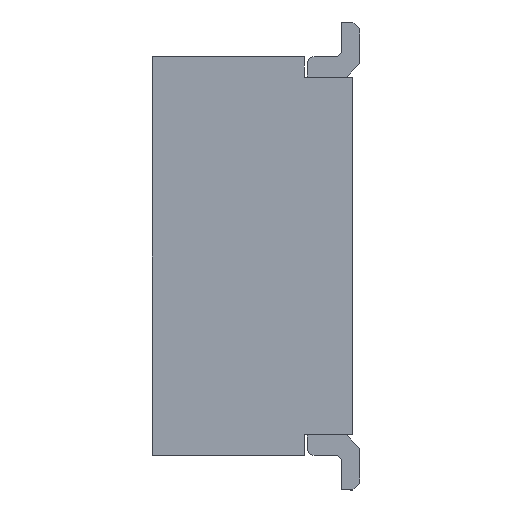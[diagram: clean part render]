
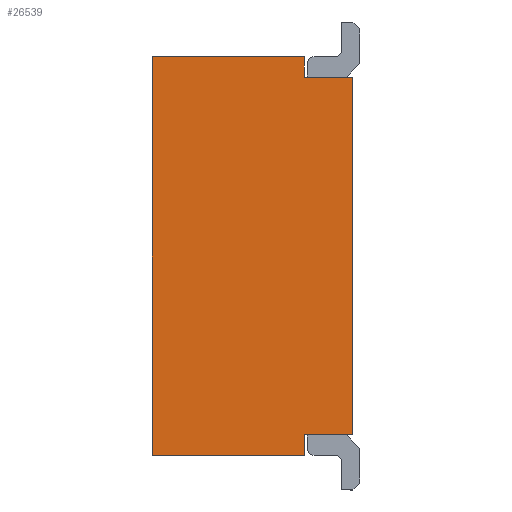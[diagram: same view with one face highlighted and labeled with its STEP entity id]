
A CAD part, left-side view. The second image highlights one B-rep face of the part: STEP entity #26539.
In plain terms, the highlighted planar face has unit normal (-1, 0, 0).
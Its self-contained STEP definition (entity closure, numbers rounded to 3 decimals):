
#715 = CARTESIAN_POINT ( 'NONE',  ( -11.3, 0., 1.29 ) ) ;
#2318 = DIRECTION ( 'NONE',  ( 0., 1., 0. ) ) ;
#2478 = VECTOR ( 'NONE', #72921, 1000. ) ;
#5006 = VERTEX_POINT ( 'NONE', #715 ) ;
#5685 = CARTESIAN_POINT ( 'NONE',  ( -11.3, 1.6, 1.44 ) ) ;
#13084 = CARTESIAN_POINT ( 'NONE',  ( -11.3, 0.35, 1.44 ) ) ;
#13473 = EDGE_CURVE ( 'NONE', #64947, #49432, #51316, .T. ) ;
#13694 = ORIENTED_EDGE ( 'NONE', *, *, #104147, .F. ) ;
#14196 = ORIENTED_EDGE ( 'NONE', *, *, #95194, .F. ) ;
#23642 = VERTEX_POINT ( 'NONE', #35858 ) ;
#23654 = DIRECTION ( 'NONE',  ( 0., 0., -1. ) ) ;
#25143 = EDGE_CURVE ( 'NONE', #5006, #49432, #98404, .T. ) ;
#26539 = ADVANCED_FACE ( 'NONE', ( #98624 ), #42383, .F. ) ;
#28266 = VECTOR ( 'NONE', #2318, 1000. ) ;
#29144 = AXIS2_PLACEMENT_3D ( 'NONE', #5685, #85853, #23654 ) ;
#29529 = VERTEX_POINT ( 'NONE', #36557 ) ;
#31058 = LINE ( 'NONE', #55953, #28266 ) ;
#31205 = EDGE_CURVE ( 'NONE', #29529, #23642, #31058, .T. ) ;
#33330 = DIRECTION ( 'NONE',  ( 0., 0., -1. ) ) ;
#35858 = CARTESIAN_POINT ( 'NONE',  ( -11.3, 1.45, -1.44 ) ) ;
#36557 = CARTESIAN_POINT ( 'NONE',  ( -11.3, 0.35, -1.44 ) ) ;
#38893 = LINE ( 'NONE', #100135, #51481 ) ;
#42383 = PLANE ( 'NONE',  #29144 ) ;
#45902 = ORIENTED_EDGE ( 'NONE', *, *, #13473, .F. ) ;
#48660 = DIRECTION ( 'NONE',  ( 0., 0., 1. ) ) ;
#49432 = VERTEX_POINT ( 'NONE', #62765 ) ;
#50147 = CARTESIAN_POINT ( 'NONE',  ( -11.3, 0.35, 1.44 ) ) ;
#51316 = LINE ( 'NONE', #50147, #65348 ) ;
#51481 = VECTOR ( 'NONE', #81778, 1000. ) ;
#51835 = CARTESIAN_POINT ( 'NONE',  ( -11.3, 0.35, -1.29 ) ) ;
#52230 = LINE ( 'NONE', #102280, #77509 ) ;
#55953 = CARTESIAN_POINT ( 'NONE',  ( -11.3, 1.6, -1.44 ) ) ;
#57126 = ORIENTED_EDGE ( 'NONE', *, *, #71741, .F. ) ;
#59141 = VERTEX_POINT ( 'NONE', #87005 ) ;
#61647 = VERTEX_POINT ( 'NONE', #111262 ) ;
#62765 = CARTESIAN_POINT ( 'NONE',  ( -11.3, 0.35, 1.29 ) ) ;
#63574 = CARTESIAN_POINT ( 'NONE',  ( -11.3, 1.6, 1.44 ) ) ;
#64558 = VERTEX_POINT ( 'NONE', #51835 ) ;
#64947 = VERTEX_POINT ( 'NONE', #13084 ) ;
#65348 = VECTOR ( 'NONE', #33330, 1000. ) ;
#66219 = LINE ( 'NONE', #91032, #105385 ) ;
#67790 = CARTESIAN_POINT ( 'NONE',  ( -11.3, 1.6, 1.29 ) ) ;
#71741 = EDGE_CURVE ( 'NONE', #64558, #29529, #90794, .T. ) ;
#72921 = DIRECTION ( 'NONE',  ( 0., -1., 0. ) ) ;
#76773 = ORIENTED_EDGE ( 'NONE', *, *, #31205, .F. ) ;
#77509 = VECTOR ( 'NONE', #48660, 1000. ) ;
#80509 = CARTESIAN_POINT ( 'NONE',  ( -11.3, 0.35, -1.44 ) ) ;
#81778 = DIRECTION ( 'NONE',  ( 0., 1., 0. ) ) ;
#82028 = DIRECTION ( 'NONE',  ( 0., 0., -1. ) ) ;
#85853 = DIRECTION ( 'NONE',  ( 1., 0., 0. ) ) ;
#86574 = VECTOR ( 'NONE', #82028, 1000. ) ;
#87005 = CARTESIAN_POINT ( 'NONE',  ( -11.3, 0., -1.29 ) ) ;
#87178 = EDGE_CURVE ( 'NONE', #23642, #61647, #52230, .T. ) ;
#89500 = DIRECTION ( 'NONE',  ( 0., 0., 1. ) ) ;
#90794 = LINE ( 'NONE', #80509, #86574 ) ;
#91032 = CARTESIAN_POINT ( 'NONE',  ( -11.3, 0., 0. ) ) ;
#91430 = EDGE_CURVE ( 'NONE', #59141, #5006, #66219, .T. ) ;
#93549 = DIRECTION ( 'NONE',  ( 0., 1., 0. ) ) ;
#94254 = VECTOR ( 'NONE', #93549, 1000. ) ;
#94819 = LINE ( 'NONE', #63574, #2478 ) ;
#95194 = EDGE_CURVE ( 'NONE', #61647, #64947, #94819, .T. ) ;
#98404 = LINE ( 'NONE', #67790, #94254 ) ;
#98624 = FACE_OUTER_BOUND ( 'NONE', #100152, .T. ) ;
#100135 = CARTESIAN_POINT ( 'NONE',  ( -11.3, 0., -1.29 ) ) ;
#100152 = EDGE_LOOP ( 'NONE', ( #76773, #57126, #13694, #115538, #111960, #45902, #14196, #107738 ) ) ;
#102280 = CARTESIAN_POINT ( 'NONE',  ( -11.3, 1.45, 1.44 ) ) ;
#104147 = EDGE_CURVE ( 'NONE', #59141, #64558, #38893, .T. ) ;
#105385 = VECTOR ( 'NONE', #89500, 1000. ) ;
#107738 = ORIENTED_EDGE ( 'NONE', *, *, #87178, .F. ) ;
#111262 = CARTESIAN_POINT ( 'NONE',  ( -11.3, 1.45, 1.44 ) ) ;
#111960 = ORIENTED_EDGE ( 'NONE', *, *, #25143, .T. ) ;
#115538 = ORIENTED_EDGE ( 'NONE', *, *, #91430, .T. ) ;
